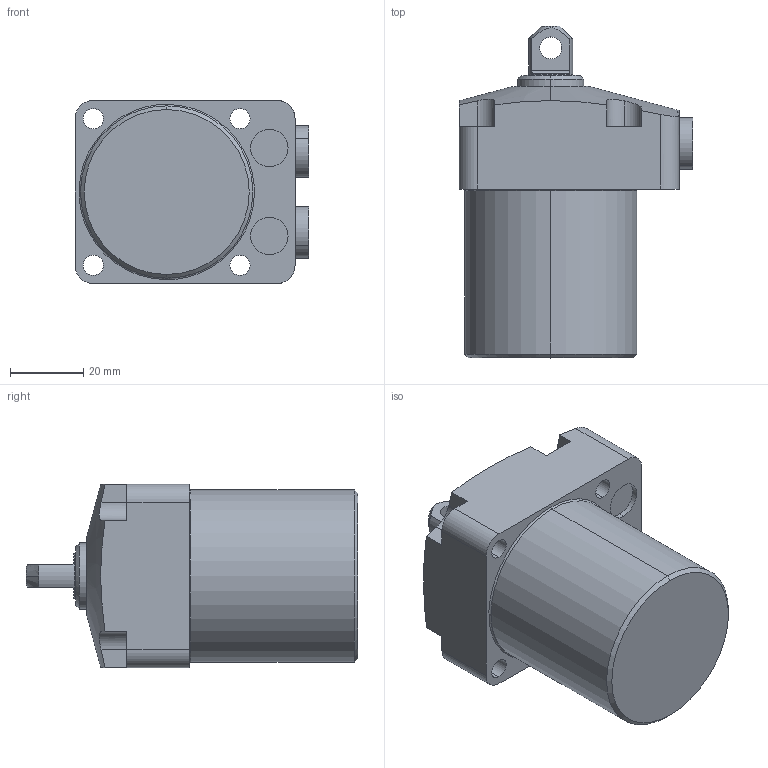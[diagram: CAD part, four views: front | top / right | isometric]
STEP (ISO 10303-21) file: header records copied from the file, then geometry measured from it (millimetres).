
FILE_DESCRIPTION (( 'STEP AP203' ), '1' );
FILE_NAME ('CNA04-30P.STEP', '2019-09-21T07:08:13', ( '微软用户' ), ( '微软中国' ), 'SwSTEP 2.0', 'SolidWorks 2012', '' );
FILE_SCHEMA (( 'CONFIG_CONTROL_DESIGN' ));
Length unit declared in the file: millimetre
Products named in the file (4): CNA04-30P_BODY; CNA04-30P_PLUG; CNA04-30P_ROD; CNA04-30P
Assembly tree (4 placements, depth 2):
  CNA04-30P
    CNA04-30P_BODY
    CNA04-30P_ROD
    CNA04-30P_PLUG  x2
Bounding box: 63.8 x 90.5 x 50 mm (x, y, z)
Volume: 151781.3 mm3; surface area: 25799.5 mm2
Topology: 4 solids, 4 shells, 138 faces, 331 edges, 214 vertices
Faces by surface type: cylinder 59, plane 55, cone 20, bspline 4
Entity records: 4429 total; most frequent: CARTESIAN_POINT 1177, DIRECTION 609, ORIENTED_EDGE 574, EDGE_CURVE 287, AXIS2_PLACEMENT_3D 242, VERTEX_POINT 186, EDGE_LOOP 139, VECTOR 125
